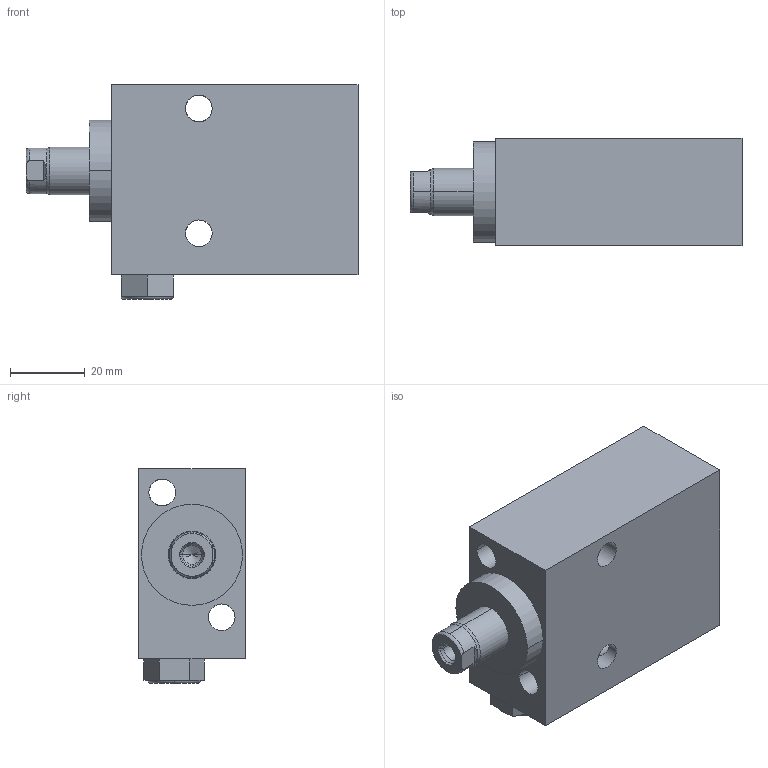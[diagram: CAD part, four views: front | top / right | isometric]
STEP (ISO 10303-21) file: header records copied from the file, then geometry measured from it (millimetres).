
FILE_DESCRIPTION((''),'2;1');
FILE_NAME('ILCM42011001','2018-07-17T',('ngp'),(''),'PRO/ENGINEER BY PARAMETRIC TECHNOLOGY CORPORATION, 2013320','PRO/ENGINEER BY PARAMETRIC TECHNOLOGY CORPORATION, 2013320','');
FILE_SCHEMA(('AUTOMOTIVE_DESIGN { 1 0 10303 214 1 1 1 1 }'));
Length unit declared in the file: millimetre
Products named in the file (1): ILCM42011001
Bounding box: 88.7 x 28.57 x 57.33 mm (x, y, z)
Volume: 92975.4 mm3; surface area: 19692.8 mm2
Topology: 1 solids, 3 shells, 83 faces, 194 edges, 117 vertices
Faces by surface type: cylinder 38, plane 31, cone 10, torus 4
Entity records: 3396 total; most frequent: CARTESIAN_POINT 584, DIRECTION 416, ORIENTED_EDGE 380, PRESENTATION_STYLE_ASSIGNMENT 214, STYLED_ITEM 194, CURVE_STYLE 192, EDGE_CURVE 192, AXIS2_PLACEMENT_3D 162
